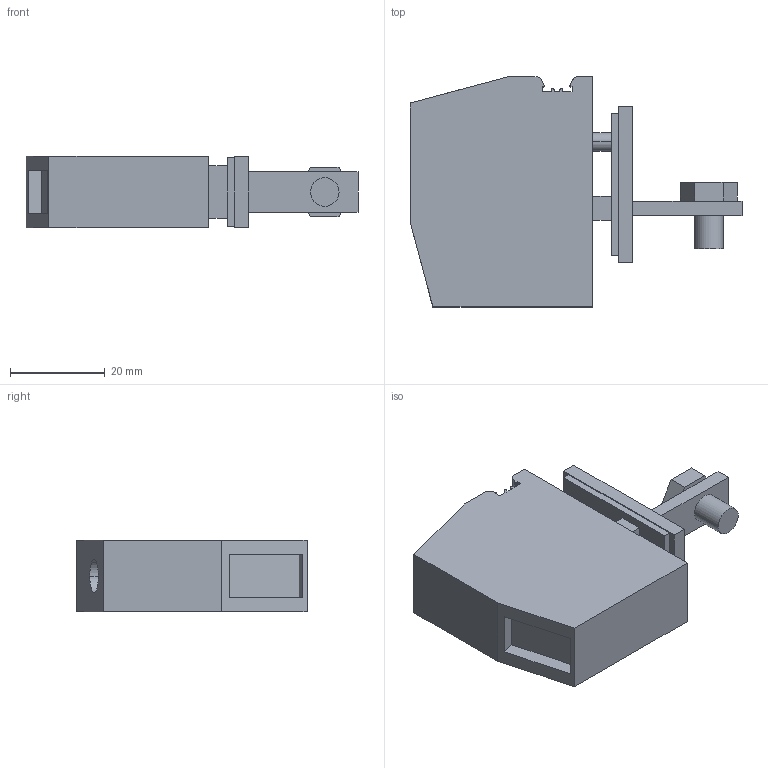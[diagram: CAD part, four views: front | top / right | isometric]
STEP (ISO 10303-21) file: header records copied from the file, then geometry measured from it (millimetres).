
FILE_DESCRIPTION(('SolidDesigner STEP Export'),'2;1');
FILE_NAME('0711205_hdfk_25_vp_z_select.stp','2008-10-22T13:09:49',(''),(''),'OneSpace Designer STEP processor for AP214 (Solid Model)','OneSpace Designer 14.50 18-Oct-2006 (C) CoCreate Software GmbH','');
FILE_SCHEMA(('AUTOMOTIVE_DESIGN { 1 0 10303 214 1 1 1 1 }'));
Length unit declared in the file: millimetre
Products named in the file (2): 0711205_hdfk_25_vp_z_select
Assembly tree (1 placements, depth 2):
  0711205_hdfk_25_vp_z_select
    0711205_hdfk_25_vp_z_select
Bounding box: 70 x 48.5 x 15.1 mm (x, y, z)
Volume: 29378.3 mm3; surface area: 8949.7 mm2
Topology: 1 solids, 2 shells, 88 faces, 224 edges, 148 vertices
Faces by surface type: plane 74, cylinder 14
Entity records: 3113 total; most frequent: ORIENTED_EDGE 448, CARTESIAN_POINT 444, DIRECTION 396, EDGE_CURVE 224, VECTOR 196, LINE 196, VERTEX_POINT 148, AXIS2_PLACEMENT_3D 100
